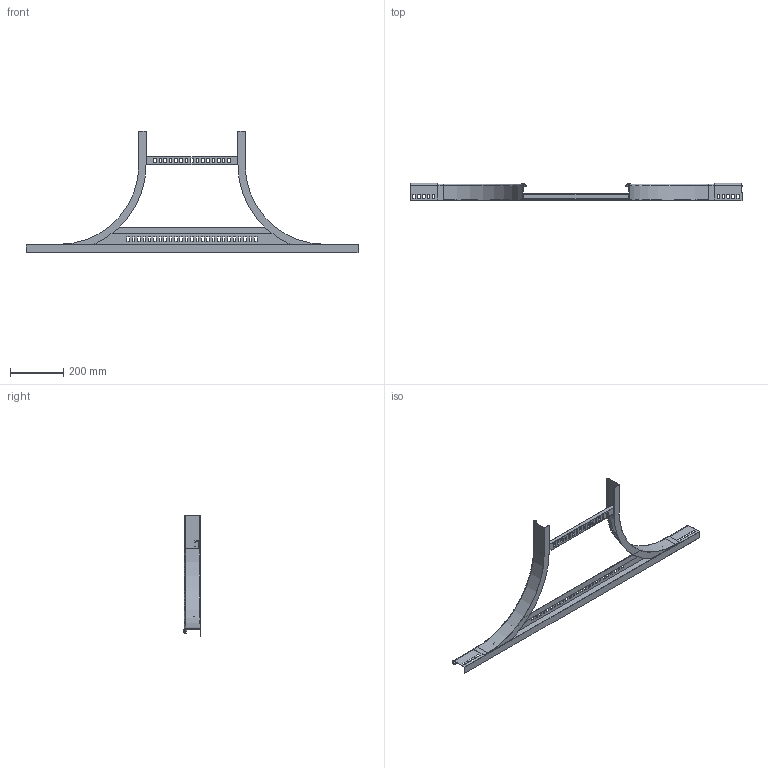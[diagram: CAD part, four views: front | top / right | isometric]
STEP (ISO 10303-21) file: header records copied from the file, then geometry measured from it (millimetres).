
FILE_DESCRIPTION (( 'STEP AP214' ), '1' );
FILE_NAME ('6225874.stp', '2017-03-27T07:57:37', ( '' ), ( '' ), 'SwSTEP 2.0', 'SolidWorks 2016', '' );
FILE_SCHEMA (( 'AUTOMOTIVE_DESIGN' ));
Length unit declared in the file: millimetre
Products named in the file (5): 6225874; 086941_Innenholm 60xR300 li; 086940_St》zprofil f〉 R300 NB400; 079986_L=0392; 086941_Innenholm 60xR300 re
Assembly tree (4 placements, depth 2):
  6225874
    086941_Innenholm 60xR300 re
    079986_L=0392
    086940_St》zprofil f〉 R300 NB400
    086941_Innenholm 60xR300 li
Bounding box: 1250 x 65 x 456.2 mm (x, y, z)
Volume: 483208.8 mm3; surface area: 570539.8 mm2
Topology: 4 solids, 4 shells, 348 faces, 1000 edges, 660 vertices
Faces by surface type: plane 272, cylinder 66, bspline 10
Entity records: 16238 total; most frequent: CARTESIAN_POINT 2853, ORIENTED_EDGE 2000, DIRECTION 1798, EDGE_CURVE 1000, LINE 844, VECTOR 844, VERTEX_POINT 660, AXIS2_PLACEMENT_3D 477
